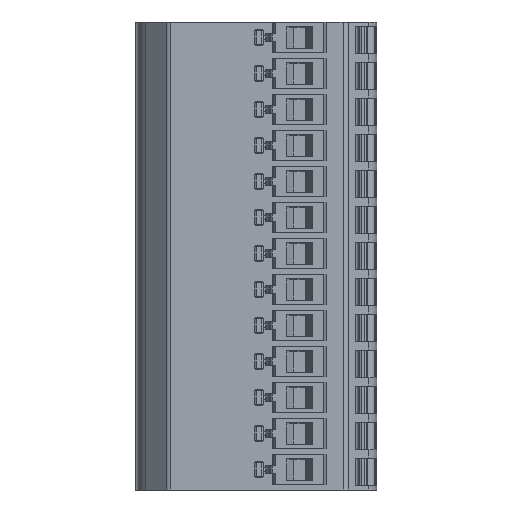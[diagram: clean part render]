
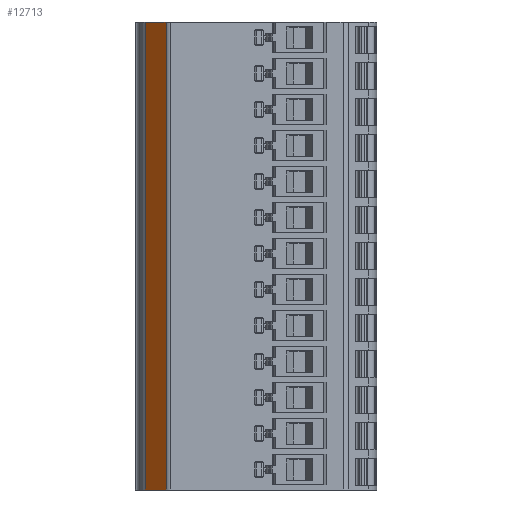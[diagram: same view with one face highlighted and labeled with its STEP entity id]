
A CAD part, front view. The second image highlights one B-rep face of the part: STEP entity #12713.
In plain terms, the highlighted planar face has unit normal (-0.707, -0.707, 0).
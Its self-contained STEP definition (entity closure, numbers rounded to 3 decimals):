
#2675 = CARTESIAN_POINT ( 'NONE',  ( -19.287, 15.374, -62.45 ) ) ;
#5531 = DIRECTION ( 'NONE',  ( 0.707, -0.707, 0. ) ) ;
#6574 = CARTESIAN_POINT ( 'NONE',  ( -19.287, 15.374, -31.206 ) ) ;
#7098 = VERTEX_POINT ( 'NONE', #18564 ) ;
#7306 = DIRECTION ( 'NONE',  ( 0., 0., 1. ) ) ;
#8688 = FACE_OUTER_BOUND ( 'NONE', #39503, .T. ) ;
#10007 = LINE ( 'NONE', #64554, #50772 ) ;
#12713 = ADVANCED_FACE ( 'NONE', ( #8688 ), #52860, .T. ) ;
#15130 = ORIENTED_EDGE ( 'NONE', *, *, #66367, .T. ) ;
#18564 = CARTESIAN_POINT ( 'NONE',  ( -19.287, 15.374, 5.15 ) ) ;
#20772 = CARTESIAN_POINT ( 'NONE',  ( -22.272, 18.359, -31.206 ) ) ;
#21713 = LINE ( 'NONE', #20772, #34811 ) ;
#22491 = CARTESIAN_POINT ( 'NONE',  ( -22.272, 18.359, 5.15 ) ) ;
#25175 = EDGE_CURVE ( 'NONE', #51667, #7098, #31356, .T. ) ;
#25806 = EDGE_CURVE ( 'NONE', #33025, #7098, #10007, .T. ) ;
#26818 = ORIENTED_EDGE ( 'NONE', *, *, #25175, .F. ) ;
#31356 = LINE ( 'NONE', #22491, #55758 ) ;
#31490 = DIRECTION ( 'NONE',  ( 0., 0., -1. ) ) ;
#32810 = CARTESIAN_POINT ( 'NONE',  ( -22.272, 18.359, 5.15 ) ) ;
#33025 = VERTEX_POINT ( 'NONE', #2675 ) ;
#34811 = VECTOR ( 'NONE', #31490, 1000. ) ;
#39209 = VECTOR ( 'NONE', #5531, 1000. ) ;
#39503 = EDGE_LOOP ( 'NONE', ( #60585, #15130, #39939, #26818 ) ) ;
#39939 = ORIENTED_EDGE ( 'NONE', *, *, #25806, .T. ) ;
#45762 = LINE ( 'NONE', #47219, #39209 ) ;
#46394 = VERTEX_POINT ( 'NONE', #59255 ) ;
#47219 = CARTESIAN_POINT ( 'NONE',  ( -19.287, 15.374, -62.45 ) ) ;
#50772 = VECTOR ( 'NONE', #7306, 1000. ) ;
#51667 = VERTEX_POINT ( 'NONE', #32810 ) ;
#52860 = PLANE ( 'NONE',  #67678 ) ;
#53071 = DIRECTION ( 'NONE',  ( -0.707, -0.707, 0. ) ) ;
#53884 = DIRECTION ( 'NONE',  ( 0.707, -0.707, 0. ) ) ;
#55758 = VECTOR ( 'NONE', #53884, 1000. ) ;
#59255 = CARTESIAN_POINT ( 'NONE',  ( -22.272, 18.359, -62.45 ) ) ;
#60585 = ORIENTED_EDGE ( 'NONE', *, *, #63070, .T. ) ;
#63070 = EDGE_CURVE ( 'NONE', #51667, #46394, #21713, .T. ) ;
#63383 = DIRECTION ( 'NONE',  ( 0.707, -0.707, 0. ) ) ;
#64554 = CARTESIAN_POINT ( 'NONE',  ( -19.287, 15.374, -31.206 ) ) ;
#66367 = EDGE_CURVE ( 'NONE', #46394, #33025, #45762, .T. ) ;
#67678 = AXIS2_PLACEMENT_3D ( 'NONE', #6574, #53071, #63383 ) ;
